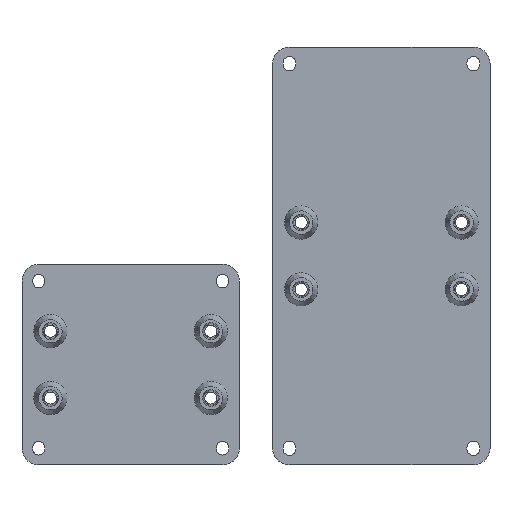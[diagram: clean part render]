
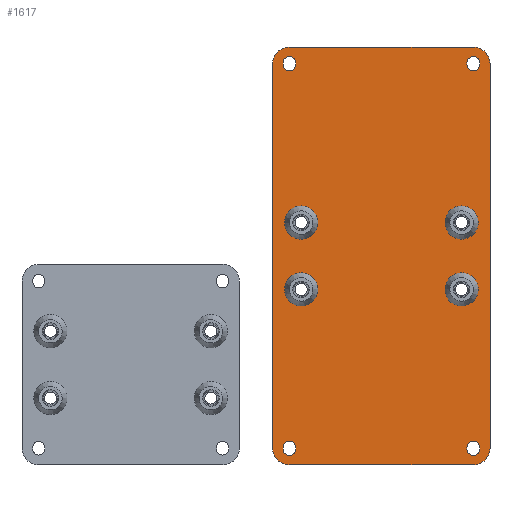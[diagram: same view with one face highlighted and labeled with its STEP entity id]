
A CAD part, top view. The second image highlights one B-rep face of the part: STEP entity #1617.
In plain terms, the highlighted planar face has unit normal (0, 0, 1).
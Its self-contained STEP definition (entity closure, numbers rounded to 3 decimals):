
#91=FACE_BOUND('',#366,.T.);
#92=FACE_BOUND('',#367,.T.);
#93=FACE_BOUND('',#368,.T.);
#94=FACE_BOUND('',#369,.T.);
#95=FACE_BOUND('',#370,.T.);
#96=FACE_BOUND('',#371,.T.);
#97=FACE_BOUND('',#372,.T.);
#98=FACE_BOUND('',#373,.T.);
#149=PLANE('',#1833);
#241=FACE_OUTER_BOUND('',#365,.T.);
#365=EDGE_LOOP('',(#1455,#1456,#1457,#1458,#1459,#1460,#1461,#1462));
#366=EDGE_LOOP('',(#1463));
#367=EDGE_LOOP('',(#1464));
#368=EDGE_LOOP('',(#1465));
#369=EDGE_LOOP('',(#1466));
#370=EDGE_LOOP('',(#1467,#1468,#1469,#1470));
#371=EDGE_LOOP('',(#1471,#1472,#1473,#1474));
#372=EDGE_LOOP('',(#1475,#1476,#1477,#1478));
#373=EDGE_LOOP('',(#1479,#1480,#1481,#1482));
#457=LINE('',#2659,#577);
#461=LINE('',#2671,#581);
#465=LINE('',#2683,#585);
#469=LINE('',#2695,#589);
#473=LINE('',#2707,#593);
#477=LINE('',#2719,#597);
#481=LINE('',#2731,#601);
#485=LINE('',#2743,#605);
#489=LINE('',#2755,#609);
#493=LINE('',#2767,#613);
#497=LINE('',#2779,#617);
#501=LINE('',#2791,#621);
#577=VECTOR('',#2195,10.);
#581=VECTOR('',#2207,10.);
#585=VECTOR('',#2219,10.);
#589=VECTOR('',#2231,10.);
#593=VECTOR('',#2243,10.);
#597=VECTOR('',#2255,10.);
#601=VECTOR('',#2267,10.);
#605=VECTOR('',#2279,10.);
#609=VECTOR('',#2291,10.);
#613=VECTOR('',#2303,10.);
#617=VECTOR('',#2315,10.);
#621=VECTOR('',#2327,10.);
#684=CIRCLE('',#1763,4.956);
#686=CIRCLE('',#1767,4.956);
#688=CIRCLE('',#1771,4.956);
#690=CIRCLE('',#1775,4.956);
#696=CIRCLE('',#1788,1.9);
#698=CIRCLE('',#1792,1.9);
#700=CIRCLE('',#1796,1.9);
#702=CIRCLE('',#1800,1.9);
#704=CIRCLE('',#1804,1.9);
#706=CIRCLE('',#1808,1.9);
#708=CIRCLE('',#1812,1.9);
#710=CIRCLE('',#1816,1.9);
#712=CIRCLE('',#1820,5.);
#714=CIRCLE('',#1824,5.);
#716=CIRCLE('',#1828,5.);
#718=CIRCLE('',#1832,5.);
#804=VERTEX_POINT('',#2611);
#806=VERTEX_POINT('',#2618);
#808=VERTEX_POINT('',#2625);
#810=VERTEX_POINT('',#2632);
#817=VERTEX_POINT('',#2656);
#818=VERTEX_POINT('',#2658);
#820=VERTEX_POINT('',#2664);
#822=VERTEX_POINT('',#2670);
#825=VERTEX_POINT('',#2680);
#826=VERTEX_POINT('',#2682);
#828=VERTEX_POINT('',#2688);
#830=VERTEX_POINT('',#2694);
#833=VERTEX_POINT('',#2704);
#834=VERTEX_POINT('',#2706);
#836=VERTEX_POINT('',#2712);
#838=VERTEX_POINT('',#2718);
#841=VERTEX_POINT('',#2728);
#842=VERTEX_POINT('',#2730);
#844=VERTEX_POINT('',#2736);
#846=VERTEX_POINT('',#2742);
#849=VERTEX_POINT('',#2752);
#850=VERTEX_POINT('',#2754);
#852=VERTEX_POINT('',#2760);
#854=VERTEX_POINT('',#2766);
#856=VERTEX_POINT('',#2772);
#858=VERTEX_POINT('',#2778);
#860=VERTEX_POINT('',#2784);
#862=VERTEX_POINT('',#2790);
#989=EDGE_CURVE('',#804,#804,#684,.T.);
#992=EDGE_CURVE('',#806,#806,#686,.T.);
#995=EDGE_CURVE('',#808,#808,#688,.T.);
#998=EDGE_CURVE('',#810,#810,#690,.T.);
#1009=EDGE_CURVE('',#818,#817,#457,.T.);
#1012=EDGE_CURVE('',#820,#818,#696,.T.);
#1015=EDGE_CURVE('',#822,#820,#461,.T.);
#1018=EDGE_CURVE('',#817,#822,#698,.T.);
#1021=EDGE_CURVE('',#826,#825,#465,.T.);
#1024=EDGE_CURVE('',#828,#826,#700,.T.);
#1027=EDGE_CURVE('',#830,#828,#469,.T.);
#1030=EDGE_CURVE('',#825,#830,#702,.T.);
#1033=EDGE_CURVE('',#834,#833,#473,.T.);
#1036=EDGE_CURVE('',#836,#834,#704,.T.);
#1039=EDGE_CURVE('',#838,#836,#477,.T.);
#1042=EDGE_CURVE('',#833,#838,#706,.T.);
#1045=EDGE_CURVE('',#842,#841,#481,.T.);
#1048=EDGE_CURVE('',#844,#842,#708,.T.);
#1051=EDGE_CURVE('',#846,#844,#485,.T.);
#1054=EDGE_CURVE('',#841,#846,#710,.T.);
#1057=EDGE_CURVE('',#850,#849,#489,.T.);
#1060=EDGE_CURVE('',#852,#850,#712,.T.);
#1063=EDGE_CURVE('',#854,#852,#493,.T.);
#1066=EDGE_CURVE('',#856,#854,#714,.T.);
#1069=EDGE_CURVE('',#858,#856,#497,.T.);
#1072=EDGE_CURVE('',#860,#858,#716,.T.);
#1075=EDGE_CURVE('',#862,#860,#501,.T.);
#1078=EDGE_CURVE('',#849,#862,#718,.T.);
#1455=ORIENTED_EDGE('',*,*,#1078,.T.);
#1456=ORIENTED_EDGE('',*,*,#1075,.T.);
#1457=ORIENTED_EDGE('',*,*,#1072,.T.);
#1458=ORIENTED_EDGE('',*,*,#1069,.T.);
#1459=ORIENTED_EDGE('',*,*,#1066,.T.);
#1460=ORIENTED_EDGE('',*,*,#1063,.T.);
#1461=ORIENTED_EDGE('',*,*,#1060,.T.);
#1462=ORIENTED_EDGE('',*,*,#1057,.T.);
#1463=ORIENTED_EDGE('',*,*,#989,.T.);
#1464=ORIENTED_EDGE('',*,*,#992,.T.);
#1465=ORIENTED_EDGE('',*,*,#995,.T.);
#1466=ORIENTED_EDGE('',*,*,#998,.T.);
#1467=ORIENTED_EDGE('',*,*,#1054,.T.);
#1468=ORIENTED_EDGE('',*,*,#1051,.T.);
#1469=ORIENTED_EDGE('',*,*,#1048,.T.);
#1470=ORIENTED_EDGE('',*,*,#1045,.T.);
#1471=ORIENTED_EDGE('',*,*,#1042,.T.);
#1472=ORIENTED_EDGE('',*,*,#1039,.T.);
#1473=ORIENTED_EDGE('',*,*,#1036,.T.);
#1474=ORIENTED_EDGE('',*,*,#1033,.T.);
#1475=ORIENTED_EDGE('',*,*,#1030,.T.);
#1476=ORIENTED_EDGE('',*,*,#1027,.T.);
#1477=ORIENTED_EDGE('',*,*,#1024,.T.);
#1478=ORIENTED_EDGE('',*,*,#1021,.T.);
#1479=ORIENTED_EDGE('',*,*,#1018,.T.);
#1480=ORIENTED_EDGE('',*,*,#1015,.T.);
#1481=ORIENTED_EDGE('',*,*,#1012,.T.);
#1482=ORIENTED_EDGE('',*,*,#1009,.T.);
#1617=ADVANCED_FACE('',(#241,#91,#92,#93,#94,#95,#96,#97,#98),#149,.T.);
#1763=AXIS2_PLACEMENT_3D('',#2613,#2140,#2141);
#1767=AXIS2_PLACEMENT_3D('',#2620,#2149,#2150);
#1771=AXIS2_PLACEMENT_3D('',#2627,#2158,#2159);
#1775=AXIS2_PLACEMENT_3D('',#2634,#2167,#2168);
#1788=AXIS2_PLACEMENT_3D('',#2665,#2201,#2202);
#1792=AXIS2_PLACEMENT_3D('',#2675,#2213,#2214);
#1796=AXIS2_PLACEMENT_3D('',#2689,#2225,#2226);
#1800=AXIS2_PLACEMENT_3D('',#2699,#2237,#2238);
#1804=AXIS2_PLACEMENT_3D('',#2713,#2249,#2250);
#1808=AXIS2_PLACEMENT_3D('',#2723,#2261,#2262);
#1812=AXIS2_PLACEMENT_3D('',#2737,#2273,#2274);
#1816=AXIS2_PLACEMENT_3D('',#2747,#2285,#2286);
#1820=AXIS2_PLACEMENT_3D('',#2761,#2297,#2298);
#1824=AXIS2_PLACEMENT_3D('',#2773,#2309,#2310);
#1828=AXIS2_PLACEMENT_3D('',#2785,#2321,#2322);
#1832=AXIS2_PLACEMENT_3D('',#2795,#2333,#2334);
#1833=AXIS2_PLACEMENT_3D('',#2796,#2335,#2336);
#2140=DIRECTION('center_axis',(0.,0.,-1.));
#2141=DIRECTION('ref_axis',(1.,0.,0.));
#2149=DIRECTION('center_axis',(0.,0.,-1.));
#2150=DIRECTION('ref_axis',(1.,0.,0.));
#2158=DIRECTION('center_axis',(0.,0.,-1.));
#2159=DIRECTION('ref_axis',(1.,0.,0.));
#2167=DIRECTION('center_axis',(0.,0.,-1.));
#2168=DIRECTION('ref_axis',(1.,0.,0.));
#2195=DIRECTION('',(0.,-1.,0.));
#2201=DIRECTION('center_axis',(0.,0.,-1.));
#2202=DIRECTION('ref_axis',(1.,0.,0.));
#2207=DIRECTION('',(0.,1.,0.));
#2213=DIRECTION('center_axis',(0.,0.,-1.));
#2214=DIRECTION('ref_axis',(-1.,0.,0.));
#2219=DIRECTION('',(0.,-1.,0.));
#2225=DIRECTION('center_axis',(0.,0.,-1.));
#2226=DIRECTION('ref_axis',(1.,0.,0.));
#2231=DIRECTION('',(0.,1.,0.));
#2237=DIRECTION('center_axis',(0.,0.,-1.));
#2238=DIRECTION('ref_axis',(-1.,0.,0.));
#2243=DIRECTION('',(0.,1.,0.));
#2249=DIRECTION('center_axis',(0.,0.,-1.));
#2250=DIRECTION('ref_axis',(-1.,0.,0.));
#2255=DIRECTION('',(0.,-1.,0.));
#2261=DIRECTION('center_axis',(0.,0.,-1.));
#2262=DIRECTION('ref_axis',(1.,0.,0.));
#2267=DIRECTION('',(0.,1.,0.));
#2273=DIRECTION('center_axis',(0.,0.,-1.));
#2274=DIRECTION('ref_axis',(-1.,0.,0.));
#2279=DIRECTION('',(0.,-1.,0.));
#2285=DIRECTION('center_axis',(0.,0.,-1.));
#2286=DIRECTION('ref_axis',(1.,0.,0.));
#2291=DIRECTION('',(0.,-1.,0.));
#2297=DIRECTION('center_axis',(0.,0.,1.));
#2298=DIRECTION('ref_axis',(0.,1.,0.));
#2303=DIRECTION('',(-1.,0.,0.));
#2309=DIRECTION('center_axis',(0.,0.,1.));
#2310=DIRECTION('ref_axis',(1.,0.,0.));
#2315=DIRECTION('',(0.,1.,0.));
#2321=DIRECTION('center_axis',(0.,0.,1.));
#2322=DIRECTION('ref_axis',(0.,-1.,0.));
#2327=DIRECTION('',(1.,0.,0.));
#2333=DIRECTION('center_axis',(0.,0.,1.));
#2334=DIRECTION('ref_axis',(-1.,0.,0.));
#2335=DIRECTION('center_axis',(0.,0.,1.));
#2336=DIRECTION('ref_axis',(1.,0.,0.));
#2611=CARTESIAN_POINT('',(56.544,87.5,3.));
#2613=CARTESIAN_POINT('Origin',(61.5,87.5,3.));
#2618=CARTESIAN_POINT('',(8.544,87.5,3.));
#2620=CARTESIAN_POINT('Origin',(13.5,87.5,3.));
#2625=CARTESIAN_POINT('',(56.544,67.5,3.));
#2627=CARTESIAN_POINT('Origin',(61.5,67.5,3.));
#2632=CARTESIAN_POINT('',(8.544,67.5,3.));
#2634=CARTESIAN_POINT('Origin',(13.5,67.5,3.));
#2656=CARTESIAN_POINT('',(66.9,134.75,3.));
#2658=CARTESIAN_POINT('',(66.9,135.25,3.));
#2659=CARTESIAN_POINT('',(66.9,135.25,3.));
#2664=CARTESIAN_POINT('',(63.1,135.25,3.));
#2665=CARTESIAN_POINT('Origin',(65.,135.25,3.));
#2670=CARTESIAN_POINT('',(63.1,134.75,3.));
#2671=CARTESIAN_POINT('',(63.1,134.75,3.));
#2675=CARTESIAN_POINT('Origin',(65.,134.75,3.));
#2680=CARTESIAN_POINT('',(11.9,19.75,3.));
#2682=CARTESIAN_POINT('',(11.9,20.25,3.));
#2683=CARTESIAN_POINT('',(11.9,20.25,3.));
#2688=CARTESIAN_POINT('',(8.1,20.25,3.));
#2689=CARTESIAN_POINT('Origin',(10.,20.25,3.));
#2694=CARTESIAN_POINT('',(8.1,19.75,3.));
#2695=CARTESIAN_POINT('',(8.1,19.75,3.));
#2699=CARTESIAN_POINT('Origin',(10.,19.75,3.));
#2704=CARTESIAN_POINT('',(8.1,135.25,3.));
#2706=CARTESIAN_POINT('',(8.1,134.75,3.));
#2707=CARTESIAN_POINT('',(8.1,135.25,3.));
#2712=CARTESIAN_POINT('',(11.9,134.75,3.));
#2713=CARTESIAN_POINT('Origin',(10.,134.75,3.));
#2718=CARTESIAN_POINT('',(11.9,135.25,3.));
#2719=CARTESIAN_POINT('',(11.9,134.75,3.));
#2723=CARTESIAN_POINT('Origin',(10.,135.25,3.));
#2728=CARTESIAN_POINT('',(63.1,20.25,3.));
#2730=CARTESIAN_POINT('',(63.1,19.75,3.));
#2731=CARTESIAN_POINT('',(63.1,20.25,3.));
#2736=CARTESIAN_POINT('',(66.9,19.75,3.));
#2737=CARTESIAN_POINT('Origin',(65.,19.75,3.));
#2742=CARTESIAN_POINT('',(66.9,20.25,3.));
#2743=CARTESIAN_POINT('',(66.9,19.75,3.));
#2747=CARTESIAN_POINT('Origin',(65.,20.25,3.));
#2752=CARTESIAN_POINT('',(5.,20.,3.));
#2754=CARTESIAN_POINT('',(5.,135.,3.));
#2755=CARTESIAN_POINT('',(5.,20.,3.));
#2760=CARTESIAN_POINT('',(10.,140.,3.));
#2761=CARTESIAN_POINT('Origin',(10.,135.,3.));
#2766=CARTESIAN_POINT('',(65.,140.,3.));
#2767=CARTESIAN_POINT('',(10.,140.,3.));
#2772=CARTESIAN_POINT('',(70.,135.,3.));
#2773=CARTESIAN_POINT('Origin',(65.,135.,3.));
#2778=CARTESIAN_POINT('',(70.,20.,3.));
#2779=CARTESIAN_POINT('',(70.,135.,3.));
#2784=CARTESIAN_POINT('',(65.,15.,3.));
#2785=CARTESIAN_POINT('Origin',(65.,20.,3.));
#2790=CARTESIAN_POINT('',(10.,15.,3.));
#2791=CARTESIAN_POINT('',(65.,15.,3.));
#2795=CARTESIAN_POINT('Origin',(10.,20.,3.));
#2796=CARTESIAN_POINT('Origin',(37.5,77.5,3.));
